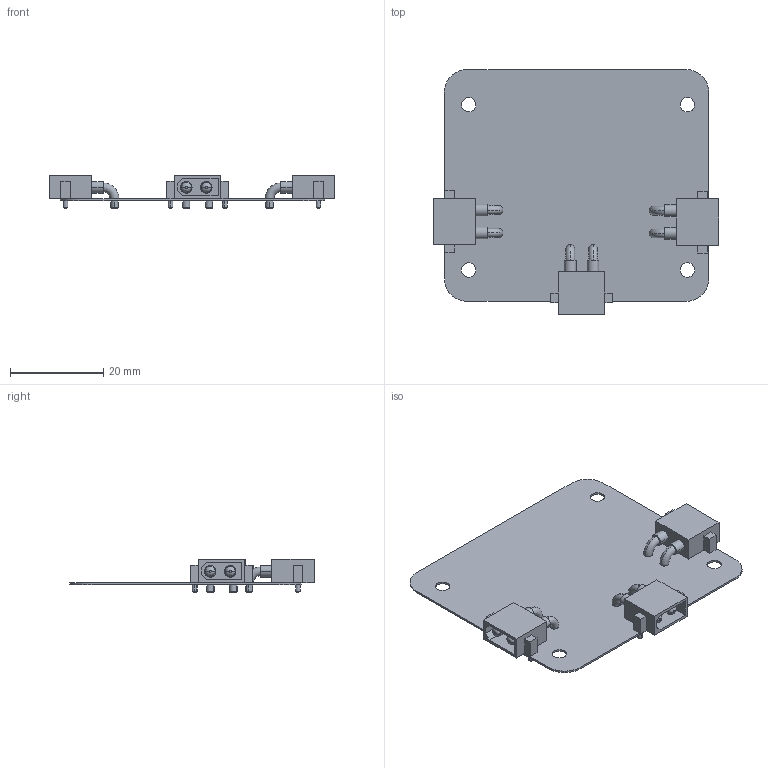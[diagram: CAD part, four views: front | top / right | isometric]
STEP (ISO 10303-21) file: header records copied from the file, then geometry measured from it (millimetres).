
FILE_DESCRIPTION(('Open CASCADE Model'),'2;1');
FILE_NAME('Open CASCADE Shape Model','2020-12-04T15:50:33',('Author'),( 'Open CASCADE'),'Open CASCADE STEP processor 6.8','Open CASCADE 6.8' ,'Unknown');
FILE_SCHEMA(('AUTOMOTIVE_DESIGN { 1 0 10303 214 1 1 1 1 }'));
Length unit declared in the file: millimetre
Products named in the file (1): PCB
Bounding box: 61.4 x 52.61 x 7.1 mm (x, y, z)
Volume: 1151.5 mm3; surface area: 8031.2 mm2
Topology: 7 solids, 82 shells, 260 faces, 768 edges, 612 vertices
Faces by surface type: plane 110, cylinder 84, cone 36, revolution 12, torus 12, bspline 6
Full cylindrical faces by diameter (mm): 3.1 x4
Entity records: 10018 total; most frequent: CARTESIAN_POINT 2397, DIRECTION 1536, ORIENTED_EDGE 1164, EDGE_CURVE 768, VERTEX_POINT 612, AXIS2_PLACEMENT_3D 531, LINE 462, VECTOR 462
